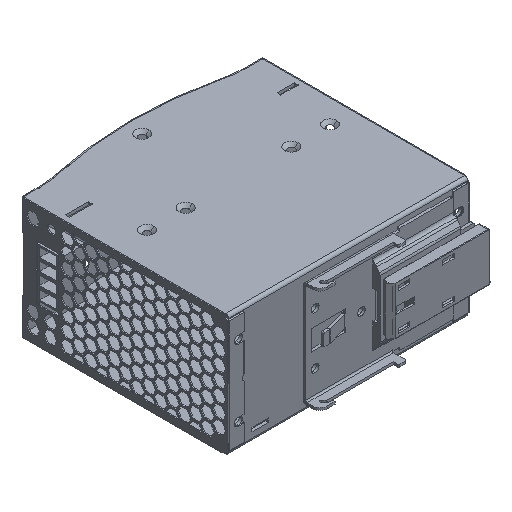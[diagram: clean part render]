
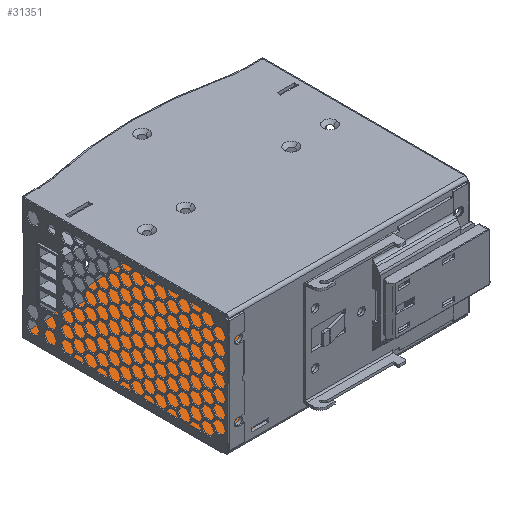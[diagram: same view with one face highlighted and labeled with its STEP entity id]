
A CAD part, isometric view. The second image highlights one B-rep face of the part: STEP entity #31351.
In plain terms, the highlighted planar face has unit normal (0, 0, 1).
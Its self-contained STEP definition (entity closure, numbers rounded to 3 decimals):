
#624 = CARTESIAN_POINT ( 'NONE',  ( -124.2, 1.5, -30. ) ) ;
#648 = DIRECTION ( 'NONE',  ( 0., -1., 0. ) ) ;
#650 = DIRECTION ( 'NONE',  ( 0., 0., 1. ) ) ;
#655 = PLANE ( 'NONE',  #57365 ) ;
#1298 = FACE_OUTER_BOUND ( 'NONE', #9288, .T. ) ;
#1313 = FACE_BOUND ( 'NONE', #9314, .T. ) ;
#7601 = VERTEX_POINT ( 'NONE', #18137 ) ;
#7609 = VERTEX_POINT ( 'NONE', #18163 ) ;
#7658 = VERTEX_POINT ( 'NONE', #18248 ) ;
#7664 = VERTEX_POINT ( 'NONE', #18287 ) ;
#7682 = VERTEX_POINT ( 'NONE', #18295 ) ;
#7692 = VERTEX_POINT ( 'NONE', #18338 ) ;
#7712 = VERTEX_POINT ( 'NONE', #18378 ) ;
#7747 = VERTEX_POINT ( 'NONE', #18432 ) ;
#7768 = VERTEX_POINT ( 'NONE', #18521 ) ;
#7776 = VERTEX_POINT ( 'NONE', #18512 ) ;
#9288 = EDGE_LOOP ( 'NONE', ( #15368, #15369, #15413, #15370, #15408, #15393, #15363, #15405 ) ) ;
#9314 = EDGE_LOOP ( 'NONE', ( #15360, #15357 ) ) ;
#15357 = ORIENTED_EDGE ( 'NONE', *, *, #21613, .T. ) ;
#15360 = ORIENTED_EDGE ( 'NONE', *, *, #21667, .T. ) ;
#15363 = ORIENTED_EDGE ( 'NONE', *, *, #21700, .F. ) ;
#15368 = ORIENTED_EDGE ( 'NONE', *, *, #21675, .F. ) ;
#15369 = ORIENTED_EDGE ( 'NONE', *, *, #21712, .T. ) ;
#15370 = ORIENTED_EDGE ( 'NONE', *, *, #21738, .F. ) ;
#15393 = ORIENTED_EDGE ( 'NONE', *, *, #21698, .F. ) ;
#15405 = ORIENTED_EDGE ( 'NONE', *, *, #21721, .F. ) ;
#15408 = ORIENTED_EDGE ( 'NONE', *, *, #21741, .F. ) ;
#15413 = ORIENTED_EDGE ( 'NONE', *, *, #21648, .T. ) ;
#18137 = CARTESIAN_POINT ( 'NONE',  ( -61.274, 107.5, -30. ) ) ;
#18163 = CARTESIAN_POINT ( 'NONE',  ( -124.2, 1.5, -30. ) ) ;
#18248 = CARTESIAN_POINT ( 'NONE',  ( 0., 106.5, -30. ) ) ;
#18287 = CARTESIAN_POINT ( 'NONE',  ( -18.952, 107.719, -30. ) ) ;
#18295 = CARTESIAN_POINT ( 'NONE',  ( -124.2, 106.5, -30. ) ) ;
#18338 = CARTESIAN_POINT ( 'NONE',  ( 0., 1.5, -30. ) ) ;
#18378 = CARTESIAN_POINT ( 'NONE',  ( -57.726, 107.5, -30. ) ) ;
#18432 = CARTESIAN_POINT ( 'NONE',  ( -7.98, 106.5, -30. ) ) ;
#18512 = CARTESIAN_POINT ( 'NONE',  ( -116.02, 106.5, -30. ) ) ;
#18521 = CARTESIAN_POINT ( 'NONE',  ( -105.048, 107.719, -30. ) ) ;
#21613 = EDGE_CURVE ( 'NONE', #7712, #7601, #48325, .T. ) ;
#21648 = EDGE_CURVE ( 'NONE', #7609, #7692, #48368, .T. ) ;
#21667 = EDGE_CURVE ( 'NONE', #7601, #7712, #48415, .T. ) ;
#21675 = EDGE_CURVE ( 'NONE', #7682, #7776, #48428, .T. ) ;
#21698 = EDGE_CURVE ( 'NONE', #7664, #7747, #48475, .T. ) ;
#21700 = EDGE_CURVE ( 'NONE', #7768, #7664, #48435, .T. ) ;
#21712 = EDGE_CURVE ( 'NONE', #7682, #7609, #48451, .T. ) ;
#21721 = EDGE_CURVE ( 'NONE', #7776, #7768, #48481, .T. ) ;
#21738 = EDGE_CURVE ( 'NONE', #7658, #7692, #48545, .T. ) ;
#21741 = EDGE_CURVE ( 'NONE', #7747, #7658, #48497, .T. ) ;
#28330 = AXIS2_PLACEMENT_3D ( 'NONE', #49150, #49148, #49153 ) ;
#28370 = AXIS2_PLACEMENT_3D ( 'NONE', #49360, #49376, #49374 ) ;
#28398 = AXIS2_PLACEMENT_3D ( 'NONE', #49359, #49391, #49373 ) ;
#28400 = AXIS2_PLACEMENT_3D ( 'NONE', #49276, #49281, #49305 ) ;
#28432 = AXIS2_PLACEMENT_3D ( 'NONE', #49396, #49397, #49429 ) ;
#31351 = ADVANCED_FACE ( 'NONE', ( #1313, #1298 ), #655, .T. ) ;
#48325 = CIRCLE ( 'NONE', #28330, 1.774 ) ;
#48368 = LINE ( 'NONE', #49231, #48369 ) ;
#48369 = VECTOR ( 'NONE', #49241, 1000. ) ;
#48415 = CIRCLE ( 'NONE', #28400, 1.774 ) ;
#48420 = VECTOR ( 'NONE', #49272, 1000. ) ;
#48428 = LINE ( 'NONE', #49298, #48420 ) ;
#48435 = CIRCLE ( 'NONE', #28370, 196.176 ) ;
#48448 = VECTOR ( 'NONE', #49404, 1000. ) ;
#48451 = LINE ( 'NONE', #49433, #48448 ) ;
#48475 = CIRCLE ( 'NONE', #28398, 50. ) ;
#48481 = CIRCLE ( 'NONE', #28432, 50. ) ;
#48497 = LINE ( 'NONE', #49463, #48536 ) ;
#48520 = VECTOR ( 'NONE', #49459, 1000. ) ;
#48536 = VECTOR ( 'NONE', #49442, 1000. ) ;
#48545 = LINE ( 'NONE', #49448, #48520 ) ;
#49148 = DIRECTION ( 'NONE',  ( 0., 0., -1. ) ) ;
#49150 = CARTESIAN_POINT ( 'NONE',  ( -59.5, 107.5, -30. ) ) ;
#49153 = DIRECTION ( 'NONE',  ( -1., 0., 0. ) ) ;
#49231 = CARTESIAN_POINT ( 'NONE',  ( -124.2, 1.5, -30. ) ) ;
#49241 = DIRECTION ( 'NONE',  ( 1., 0., 0. ) ) ;
#49272 = DIRECTION ( 'NONE',  ( 1., 0., 0. ) ) ;
#49276 = CARTESIAN_POINT ( 'NONE',  ( -59.5, 107.5, -30. ) ) ;
#49281 = DIRECTION ( 'NONE',  ( 0., 0., -1. ) ) ;
#49298 = CARTESIAN_POINT ( 'NONE',  ( -124.2, 106.5, -30. ) ) ;
#49305 = DIRECTION ( 'NONE',  ( -1., 0., 0. ) ) ;
#49359 = CARTESIAN_POINT ( 'NONE',  ( -7.98, 156.5, -30. ) ) ;
#49360 = CARTESIAN_POINT ( 'NONE',  ( -62., -83.676, -30. ) ) ;
#49373 = DIRECTION ( 'NONE',  ( 0., -1., 0. ) ) ;
#49374 = DIRECTION ( 'NONE',  ( 0., -1., 0. ) ) ;
#49376 = DIRECTION ( 'NONE',  ( 0., 0., -1. ) ) ;
#49391 = DIRECTION ( 'NONE',  ( 0., 0., 1. ) ) ;
#49396 = CARTESIAN_POINT ( 'NONE',  ( -116.02, 156.5, -30. ) ) ;
#49397 = DIRECTION ( 'NONE',  ( 0., 0., 1. ) ) ;
#49404 = DIRECTION ( 'NONE',  ( 0., -1., 0. ) ) ;
#49429 = DIRECTION ( 'NONE',  ( 0., -1., 0. ) ) ;
#49433 = CARTESIAN_POINT ( 'NONE',  ( -124.2, 1.5, -30. ) ) ;
#49442 = DIRECTION ( 'NONE',  ( 1., 0., 0. ) ) ;
#49448 = CARTESIAN_POINT ( 'NONE',  ( 0., 1.5, -30. ) ) ;
#49459 = DIRECTION ( 'NONE',  ( 0., -1., 0. ) ) ;
#49463 = CARTESIAN_POINT ( 'NONE',  ( -124.2, 106.5, -30. ) ) ;
#57365 = AXIS2_PLACEMENT_3D ( 'NONE', #624, #650, #648 ) ;
